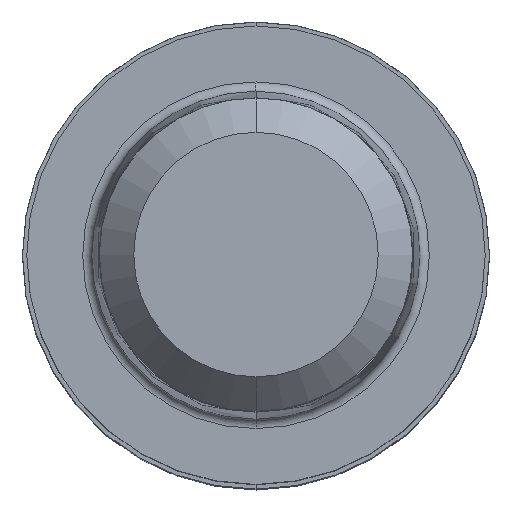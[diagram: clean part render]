
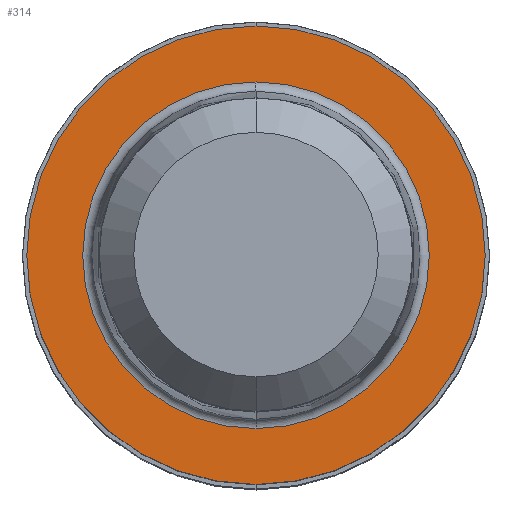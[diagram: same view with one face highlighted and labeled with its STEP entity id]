
A CAD part, top view. The second image highlights one B-rep face of the part: STEP entity #314.
In plain terms, the highlighted planar face has unit normal (0, 0, 1).
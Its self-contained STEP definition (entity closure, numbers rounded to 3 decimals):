
#190=EDGE_CURVE('',#396,#336,#484,.T.);
#212=VERTEX_POINT('',#509);
#242=VERTEX_POINT('',#543);
#246=EDGE_CURVE('',#336,#396,#547,.T.);
#266=EDGE_CURVE('',#242,#212,#569,.T.);
#314=ADVANCED_FACE('',(#623,#624),#625,.T.);
#320=EDGE_CURVE('',#212,#242,#631,.T.);
#336=VERTEX_POINT('',#649);
#396=VERTEX_POINT('',#716);
#484=CIRCLE('',#809,7.85);
#509=CARTESIAN_POINT('',(0.,-5.935,0.01));
#543=CARTESIAN_POINT('',(0.0,5.935,0.01));
#547=CIRCLE('',#891,7.85);
#569=CIRCLE('',#916,5.935);
#623=FACE_OUTER_BOUND('',#988,.T.);
#624=FACE_BOUND('',#989,.T.);
#625=PLANE('',#990);
#631=CIRCLE('',#998,5.935);
#649=CARTESIAN_POINT('',(0.0,7.85,0.01));
#716=CARTESIAN_POINT('',(0.,-7.85,0.01));
#809=AXIS2_PLACEMENT_3D('',#1205,#1206,#1207);
#891=AXIS2_PLACEMENT_3D('',#1282,#1283,#1284);
#916=AXIS2_PLACEMENT_3D('',#1311,#1312,#1313);
#988=EDGE_LOOP('',(#1378,#1379));
#989=EDGE_LOOP('',(#1380,#1381));
#990=AXIS2_PLACEMENT_3D('',#1382,#1383,#1384);
#998=AXIS2_PLACEMENT_3D('',#1388,#1389,#1390);
#1205=CARTESIAN_POINT('',(0.0,0.0,0.01));
#1206=DIRECTION('',(0.0,0.0,-1.0));
#1207=DIRECTION('',(0.0,1.0,0.0));
#1282=CARTESIAN_POINT('',(0.0,0.0,0.01));
#1283=DIRECTION('',(0.0,0.0,-1.0));
#1284=DIRECTION('',(0.0,1.0,0.0));
#1311=CARTESIAN_POINT('',(0.0,0.0,0.01));
#1312=DIRECTION('',(0.0,0.0,-1.0));
#1313=DIRECTION('',(0.0,1.0,0.0));
#1378=ORIENTED_EDGE('',*,*,#246,.F.);
#1379=ORIENTED_EDGE('',*,*,#190,.F.);
#1380=ORIENTED_EDGE('',*,*,#266,.T.);
#1381=ORIENTED_EDGE('',*,*,#320,.T.);
#1382=CARTESIAN_POINT('',(0.0,3.925,0.01));
#1383=DIRECTION('',(-0.0,0.0,1.0));
#1384=DIRECTION('',(0.0,-1.0,0.0));
#1388=CARTESIAN_POINT('',(0.0,0.0,0.01));
#1389=DIRECTION('',(0.0,0.0,-1.0));
#1390=DIRECTION('',(0.0,1.0,0.0));
